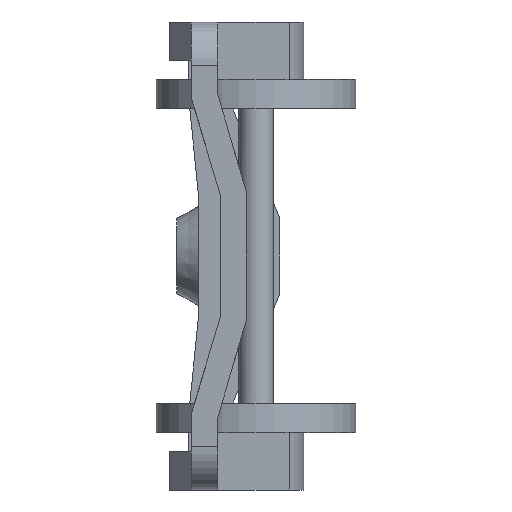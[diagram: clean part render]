
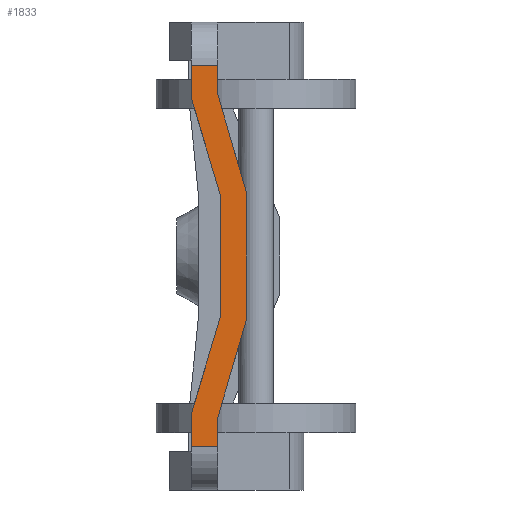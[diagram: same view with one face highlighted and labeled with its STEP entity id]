
A CAD part, left-side view. The second image highlights one B-rep face of the part: STEP entity #1833.
In plain terms, the highlighted planar face has unit normal (-1, 0, 0).
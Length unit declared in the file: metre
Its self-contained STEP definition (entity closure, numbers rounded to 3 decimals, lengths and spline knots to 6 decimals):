
#16 = EDGE_CURVE ( 'NONE', #3063, #2296, #2015, .T. ) ;
#61 = FACE_OUTER_BOUND ( 'NONE', #3174, .T. ) ;
#125 = DIRECTION ( 'NONE',  ( 0., 0., -1. ) ) ;
#145 = EDGE_CURVE ( 'NONE', #3751, #2116, #3058, .T. ) ;
#147 = VECTOR ( 'NONE', #453, 1. ) ;
#153 = LINE ( 'NONE', #1372, #2045 ) ;
#235 = CARTESIAN_POINT ( 'NONE',  ( -1.588568, -0.272915, 0.747099 ) ) ;
#293 = ORIENTED_EDGE ( 'NONE', *, *, #1373, .T. ) ;
#361 = VECTOR ( 'NONE', #125, 1. ) ;
#437 = ORIENTED_EDGE ( 'NONE', *, *, #16, .F. ) ;
#453 = DIRECTION ( 'NONE',  ( 0., -1., 0. ) ) ;
#499 = ORIENTED_EDGE ( 'NONE', *, *, #1137, .T. ) ;
#515 = CARTESIAN_POINT ( 'NONE',  ( -1.588568, -0.152915, -1.0775 ) ) ;
#532 = EDGE_CURVE ( 'NONE', #2296, #1616, #1685, .T. ) ;
#649 = CARTESIAN_POINT ( 'NONE',  ( -1.588568, -0.152915, 0.725002 ) ) ;
#656 = ORIENTED_EDGE ( 'NONE', *, *, #1912, .F. ) ;
#747 = EDGE_CURVE ( 'NONE', #1915, #2116, #1255, .T. ) ;
#789 = CARTESIAN_POINT ( 'NONE',  ( -1.588568, -0.286213, 0.278902 ) ) ;
#961 = CARTESIAN_POINT ( 'NONE',  ( -1.588568, 0., 0. ) ) ;
#982 = CARTESIAN_POINT ( 'NONE',  ( -1.588568, -0.286213, 0.278902 ) ) ;
#999 = CARTESIAN_POINT ( 'NONE',  ( -1.588568, -0.152915, 0.8775 ) ) ;
#1137 = EDGE_CURVE ( 'NONE', #1541, #1510, #1774, .T. ) ;
#1142 = VECTOR ( 'NONE', #1498, 1. ) ;
#1158 = ORIENTED_EDGE ( 'NONE', *, *, #2401, .T. ) ;
#1255 = LINE ( 'NONE', #1860, #2589 ) ;
#1292 = LINE ( 'NONE', #2482, #2754 ) ;
#1294 = ORIENTED_EDGE ( 'NONE', *, *, #2496, .F. ) ;
#1372 = CARTESIAN_POINT ( 'NONE',  ( -1.588568, -0.272915, -0.747099 ) ) ;
#1373 = EDGE_CURVE ( 'NONE', #1510, #3270, #1292, .T. ) ;
#1498 = DIRECTION ( 'NONE',  ( 0., -1., 0. ) ) ;
#1510 = VERTEX_POINT ( 'NONE', #3464 ) ;
#1526 = DIRECTION ( 'NONE',  ( 0., -0.286, 0.958 ) ) ;
#1541 = VERTEX_POINT ( 'NONE', #3147 ) ;
#1616 = VERTEX_POINT ( 'NONE', #1722 ) ;
#1653 = CARTESIAN_POINT ( 'NONE',  ( -1.588568, -0.152915, -0.725002 ) ) ;
#1665 = CARTESIAN_POINT ( 'NONE',  ( -1.588568, -0.272915, -0.747099 ) ) ;
#1685 = LINE ( 'NONE', #235, #2384 ) ;
#1722 = CARTESIAN_POINT ( 'NONE',  ( -1.588568, -0.40502, 0.295939 ) ) ;
#1756 = VERTEX_POINT ( 'NONE', #649 ) ;
#1774 = LINE ( 'NONE', #2708, #1142 ) ;
#1833 = ADVANCED_FACE ( 'NONE', ( #61 ), #2456, .F. ) ;
#1860 = CARTESIAN_POINT ( 'NONE',  ( -1.588568, -0.152915, -0.725002 ) ) ;
#1912 = EDGE_CURVE ( 'NONE', #2747, #3063, #2568, .T. ) ;
#1915 = VERTEX_POINT ( 'NONE', #1653 ) ;
#1934 = LINE ( 'NONE', #3731, #2102 ) ;
#1961 = CARTESIAN_POINT ( 'NONE',  ( -1.588568, -0.40502, -0.295939 ) ) ;
#1963 = ORIENTED_EDGE ( 'NONE', *, *, #747, .F. ) ;
#1984 = CARTESIAN_POINT ( 'NONE',  ( -1.588568, -0.272915, 0.8775 ) ) ;
#2015 = LINE ( 'NONE', #2620, #3296 ) ;
#2035 = VECTOR ( 'NONE', #3780, 1. ) ;
#2045 = VECTOR ( 'NONE', #3170, 1. ) ;
#2066 = ORIENTED_EDGE ( 'NONE', *, *, #145, .T. ) ;
#2102 = VECTOR ( 'NONE', #3462, 1. ) ;
#2116 = VERTEX_POINT ( 'NONE', #3316 ) ;
#2163 = DIRECTION ( 'NONE',  ( 1., 0., 0. ) ) ;
#2296 = VERTEX_POINT ( 'NONE', #3508 ) ;
#2341 = DIRECTION ( 'NONE',  ( 0., 0., 1. ) ) ;
#2384 = VECTOR ( 'NONE', #2875, 1. ) ;
#2401 = EDGE_CURVE ( 'NONE', #2747, #1756, #3084, .T. ) ;
#2456 = PLANE ( 'NONE',  #2712 ) ;
#2482 = CARTESIAN_POINT ( 'NONE',  ( -1.588568, -0.272915, -1.0775 ) ) ;
#2494 = DIRECTION ( 'NONE',  ( 0., 0., -1. ) ) ;
#2496 = EDGE_CURVE ( 'NONE', #1541, #1915, #2612, .T. ) ;
#2560 = LINE ( 'NONE', #3757, #2035 ) ;
#2568 = LINE ( 'NONE', #1984, #147 ) ;
#2589 = VECTOR ( 'NONE', #1526, 1. ) ;
#2612 = LINE ( 'NONE', #515, #2701 ) ;
#2620 = CARTESIAN_POINT ( 'NONE',  ( -1.588568, -0.272915, 1.0775 ) ) ;
#2701 = VECTOR ( 'NONE', #2341, 1. ) ;
#2708 = CARTESIAN_POINT ( 'NONE',  ( -1.588568, -0.272915, -0.8775 ) ) ;
#2712 = AXIS2_PLACEMENT_3D ( 'NONE', #961, #2163, #3355 ) ;
#2747 = VERTEX_POINT ( 'NONE', #999 ) ;
#2751 = ORIENTED_EDGE ( 'NONE', *, *, #3784, .T. ) ;
#2754 = VECTOR ( 'NONE', #3678, 1. ) ;
#2806 = CARTESIAN_POINT ( 'NONE',  ( -1.588568, -0.152915, 1.0775 ) ) ;
#2875 = DIRECTION ( 'NONE',  ( 0., -0.281, -0.96 ) ) ;
#3004 = ORIENTED_EDGE ( 'NONE', *, *, #3399, .F. ) ;
#3058 = LINE ( 'NONE', #982, #3613 ) ;
#3063 = VERTEX_POINT ( 'NONE', #3297 ) ;
#3084 = LINE ( 'NONE', #2806, #361 ) ;
#3147 = CARTESIAN_POINT ( 'NONE',  ( -1.588568, -0.152915, -0.8775 ) ) ;
#3170 = DIRECTION ( 'NONE',  ( 0., -0.281, 0.96 ) ) ;
#3174 = EDGE_LOOP ( 'NONE', ( #1158, #2751, #2066, #1963, #1294, #499, #293, #3357, #3004, #3204, #437, #656 ) ) ;
#3204 = ORIENTED_EDGE ( 'NONE', *, *, #532, .F. ) ;
#3207 = VERTEX_POINT ( 'NONE', #1961 ) ;
#3270 = VERTEX_POINT ( 'NONE', #1665 ) ;
#3296 = VECTOR ( 'NONE', #3466, 1. ) ;
#3297 = CARTESIAN_POINT ( 'NONE',  ( -1.588568, -0.272915, 0.8775 ) ) ;
#3316 = CARTESIAN_POINT ( 'NONE',  ( -1.588568, -0.286213, -0.278902 ) ) ;
#3355 = DIRECTION ( 'NONE',  ( 0., 0., 1. ) ) ;
#3357 = ORIENTED_EDGE ( 'NONE', *, *, #3367, .T. ) ;
#3367 = EDGE_CURVE ( 'NONE', #3270, #3207, #153, .T. ) ;
#3399 = EDGE_CURVE ( 'NONE', #1616, #3207, #2560, .T. ) ;
#3462 = DIRECTION ( 'NONE',  ( 0., -0.286, -0.958 ) ) ;
#3464 = CARTESIAN_POINT ( 'NONE',  ( -1.588568, -0.272915, -0.8775 ) ) ;
#3466 = DIRECTION ( 'NONE',  ( 0., 0., -1. ) ) ;
#3508 = CARTESIAN_POINT ( 'NONE',  ( -1.588568, -0.272915, 0.747099 ) ) ;
#3613 = VECTOR ( 'NONE', #2494, 1. ) ;
#3678 = DIRECTION ( 'NONE',  ( 0., 0., 1. ) ) ;
#3731 = CARTESIAN_POINT ( 'NONE',  ( -1.588568, -0.152915, 0.725002 ) ) ;
#3751 = VERTEX_POINT ( 'NONE', #789 ) ;
#3757 = CARTESIAN_POINT ( 'NONE',  ( -1.588568, -0.40502, 0.295939 ) ) ;
#3780 = DIRECTION ( 'NONE',  ( 0., 0., -1. ) ) ;
#3784 = EDGE_CURVE ( 'NONE', #1756, #3751, #1934, .T. ) ;
